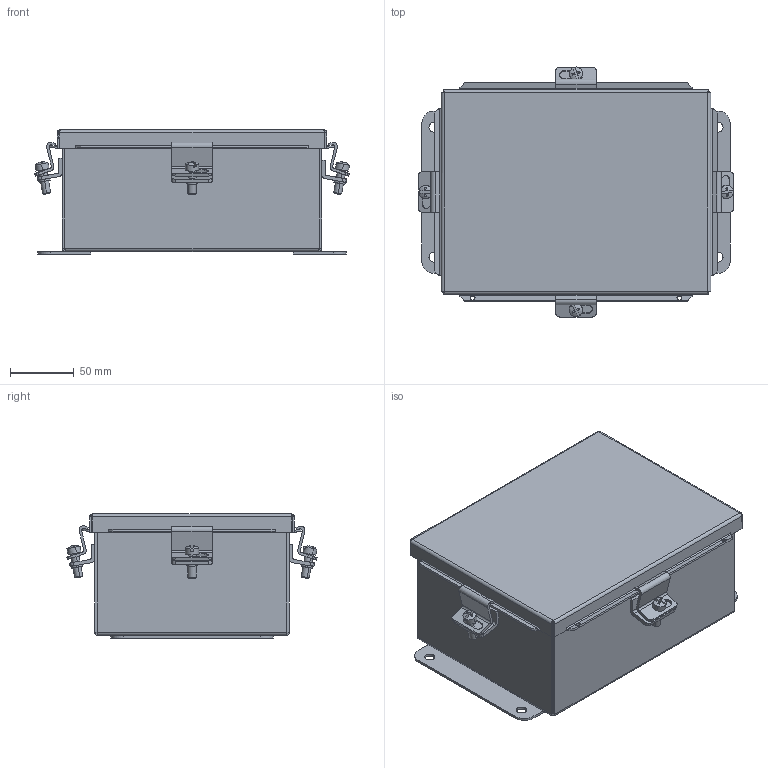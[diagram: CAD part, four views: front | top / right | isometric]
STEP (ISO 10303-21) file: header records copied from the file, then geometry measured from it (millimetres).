
FILE_DESCRIPTION (( 'STEP AP214' ), '1' );
FILE_NAME ('BN4080603.STEP', '2016-02-02T19:47:49', ( '' ), ( '' ), 'SwSTEP 2.0', 'SolidWorks 2014', '' );
FILE_SCHEMA (( 'AUTOMOTIVE_DESIGN' ));
Length unit declared in the file: inch
Products named in the file (10): BN4080603; 3482_1; BN4080603BKP_1; 38811_1; BN40806LID_1; 316162_1; C1001_1; 372135_1; C2002_1; 3499_1
Assembly tree (23 placements, depth 2):
  BN4080603
    3499_1  x4
    C2002_1  x4
    372135_1  x4
    C1001_1  x4
    316162_1  x2
    BN40806LID_1
    38811_1
    BN4080603BKP_1
    3482_1  x2
Bounding box: 246.49 x 195.7 x 97.14 mm (x, y, z)
Volume: 347822.8 mm3; surface area: 362315.3 mm2
Topology: 23 solids, 23 shells, 537 faces, 1324 edges, 834 vertices
Faces by surface type: plane 295, cylinder 172, torus 28, bspline 24, cone 10, sphere 8
Entity records: 12556 total; most frequent: CARTESIAN_POINT 3037, ORIENTED_EDGE 1340, DIRECTION 1332, EDGE_CURVE 670, LINE 480, VECTOR 480, AXIS2_PLACEMENT_3D 426, VERTEX_POINT 413
